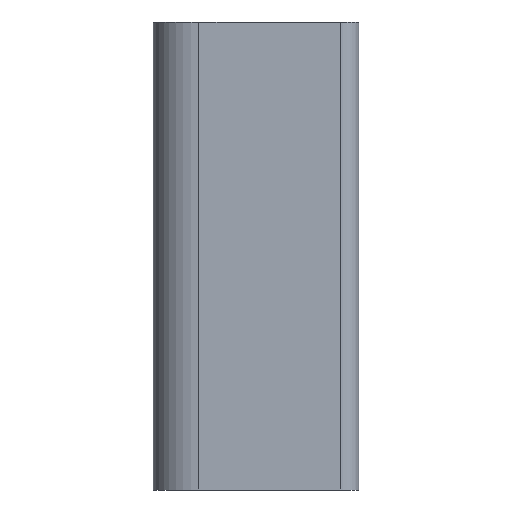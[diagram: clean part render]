
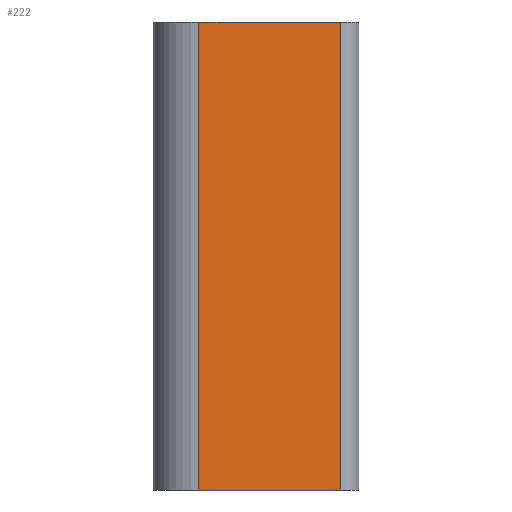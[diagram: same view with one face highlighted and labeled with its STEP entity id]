
A CAD part, front view. The second image highlights one B-rep face of the part: STEP entity #222.
In plain terms, the highlighted planar face has unit normal (0, -1, 0).
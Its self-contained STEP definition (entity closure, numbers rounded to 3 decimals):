
#26 = PLANE ( 'NONE',  #202 ) ;
#202 = AXIS2_PLACEMENT_3D ( 'NONE', #2033, #680, #1200 ) ;
#222 = ADVANCED_FACE ( 'NONE', ( #1863 ), #26, .F. ) ;
#340 = DIRECTION ( 'NONE',  ( 0., 0., 1. ) ) ;
#353 = DIRECTION ( 'NONE',  ( 0., 0., -1. ) ) ;
#431 = VECTOR ( 'NONE', #340, 1000. ) ;
#473 = ORIENTED_EDGE ( 'NONE', *, *, #1728, .F. ) ;
#506 = CARTESIAN_POINT ( 'NONE',  ( 27.346, 16.377, -30. ) ) ;
#539 = VERTEX_POINT ( 'NONE', #506 ) ;
#607 = CARTESIAN_POINT ( 'NONE',  ( 27.346, 16.377, 0. ) ) ;
#674 = EDGE_CURVE ( 'NONE', #1471, #539, #1729, .T. ) ;
#680 = DIRECTION ( 'NONE',  ( 0., 1., 0. ) ) ;
#763 = CARTESIAN_POINT ( 'NONE',  ( 0., 16.377, 0. ) ) ;
#771 = VERTEX_POINT ( 'NONE', #607 ) ;
#891 = CARTESIAN_POINT ( 'NONE',  ( 0., 16.377, -30. ) ) ;
#919 = EDGE_LOOP ( 'NONE', ( #1123, #1525, #1758, #473 ) ) ;
#1123 = ORIENTED_EDGE ( 'NONE', *, *, #1270, .F. ) ;
#1145 = VECTOR ( 'NONE', #1565, 1000. ) ;
#1178 = LINE ( 'NONE', #1670, #431 ) ;
#1191 = CARTESIAN_POINT ( 'NONE',  ( 27.346, 16.377, -30. ) ) ;
#1200 = DIRECTION ( 'NONE',  ( 0., 0., 1. ) ) ;
#1270 = EDGE_CURVE ( 'NONE', #1471, #1327, #1178, .T. ) ;
#1327 = VERTEX_POINT ( 'NONE', #1777 ) ;
#1440 = CARTESIAN_POINT ( 'NONE',  ( 18.29, 16.377, -30. ) ) ;
#1471 = VERTEX_POINT ( 'NONE', #1440 ) ;
#1525 = ORIENTED_EDGE ( 'NONE', *, *, #674, .T. ) ;
#1565 = DIRECTION ( 'NONE',  ( 1., 0., 0. ) ) ;
#1569 = LINE ( 'NONE', #763, #2056 ) ;
#1670 = CARTESIAN_POINT ( 'NONE',  ( 18.29, 16.377, -30. ) ) ;
#1728 = EDGE_CURVE ( 'NONE', #1327, #771, #1569, .T. ) ;
#1729 = LINE ( 'NONE', #891, #1145 ) ;
#1744 = DIRECTION ( 'NONE',  ( 1., 0., 0. ) ) ;
#1758 = ORIENTED_EDGE ( 'NONE', *, *, #2031, .F. ) ;
#1777 = CARTESIAN_POINT ( 'NONE',  ( 18.29, 16.377, 0. ) ) ;
#1854 = VECTOR ( 'NONE', #353, 1000. ) ;
#1863 = FACE_OUTER_BOUND ( 'NONE', #919, .T. ) ;
#2031 = EDGE_CURVE ( 'NONE', #771, #539, #2035, .T. ) ;
#2033 = CARTESIAN_POINT ( 'NONE',  ( 0., 16.377, -30. ) ) ;
#2035 = LINE ( 'NONE', #1191, #1854 ) ;
#2056 = VECTOR ( 'NONE', #1744, 1000. ) ;
